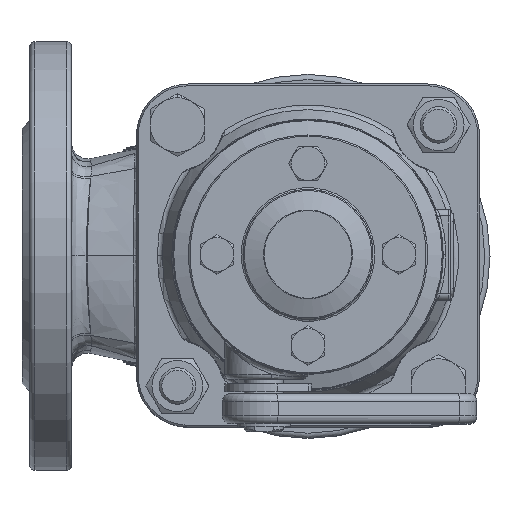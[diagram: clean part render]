
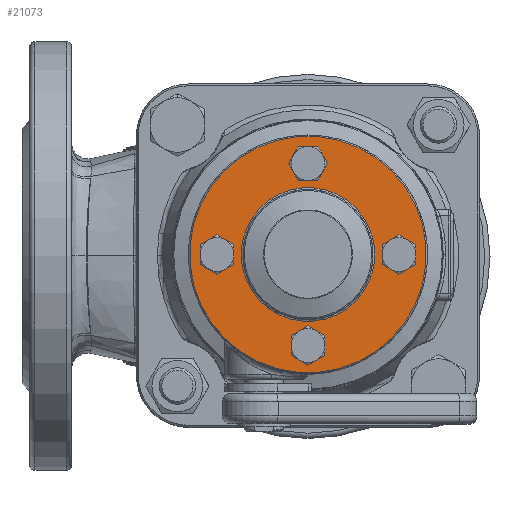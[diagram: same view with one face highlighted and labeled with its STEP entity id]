
A CAD part, top view. The second image highlights one B-rep face of the part: STEP entity #21073.
In plain terms, the highlighted planar face has unit normal (0, 0, 1).
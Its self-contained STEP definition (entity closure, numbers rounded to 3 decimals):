
#20574=CARTESIAN_POINT('',(32.173,32.177,330.3));
#20575=VERTEX_POINT('',#20574);
#20582=CARTESIAN_POINT('',(-32.173,-32.169,330.3));
#20583=VERTEX_POINT('',#20582);
#20584=CARTESIAN_POINT('',(0.,0.004,330.3));
#20585=DIRECTION('',(-0.,-0.,1.));
#20586=DIRECTION('',(0.707,0.707,0.));
#20587=AXIS2_PLACEMENT_3D('',#20584,#20585,#20586);
#20588=CIRCLE('',#20587,45.5);
#20589=EDGE_CURVE('NONE',#20583,#20575,#20588,.T.);
#20591=CARTESIAN_POINT('',(0.,0.004,330.3));
#20592=DIRECTION('',(-0.,-0.,1.));
#20593=DIRECTION('',(0.707,0.707,0.));
#20594=AXIS2_PLACEMENT_3D('',#20591,#20592,#20593);
#20595=CIRCLE('',#20594,45.5);
#20596=EDGE_CURVE('NONE',#20575,#20583,#20595,.T.);
#20625=CARTESIAN_POINT('',(18.173,18.177,330.3));
#20626=VERTEX_POINT('',#20625);
#20744=CARTESIAN_POINT('',(-18.173,-18.169,330.3));
#20745=VERTEX_POINT('',#20744);
#20746=CARTESIAN_POINT('',(0.,0.004,330.3));
#20747=DIRECTION('',(0.,0.,-1.));
#20748=DIRECTION('',(0.707,0.707,0.));
#20749=AXIS2_PLACEMENT_3D('',#20746,#20747,#20748);
#20750=CIRCLE('',#20749,25.7);
#20751=EDGE_CURVE('NONE',#20745,#20626,#20750,.T.);
#20753=CARTESIAN_POINT('',(0.,0.004,330.3));
#20754=DIRECTION('',(0.,0.,-1.));
#20755=DIRECTION('',(0.707,0.707,0.));
#20756=AXIS2_PLACEMENT_3D('',#20753,#20754,#20755);
#20757=CIRCLE('',#20756,25.7);
#20758=EDGE_CURVE('NONE',#20626,#20745,#20757,.T.);
#21060=CARTESIAN_POINT('',(-32.527,32.531,330.3));
#21061=DIRECTION('',(0.,0.,-1.));
#21062=DIRECTION('',(0.707,0.707,0.));
#21063=AXIS2_PLACEMENT_3D('',#21060,#21061,#21062);
#21064=PLANE('',#21063);
#21065=ORIENTED_EDGE('',*,*,#20596,.T.);
#21066=ORIENTED_EDGE('',*,*,#20589,.T.);
#21067=EDGE_LOOP('',(#21065,#21066));
#21068=FACE_BOUND('',#21067,.T.);
#21069=ORIENTED_EDGE('',*,*,#20758,.T.);
#21070=ORIENTED_EDGE('',*,*,#20751,.T.);
#21071=EDGE_LOOP('',(#21069,#21070));
#21072=FACE_BOUND('',#21071,.T.);
#21073=ADVANCED_FACE('NONE',(#21068,#21072),#21064,.F.);
